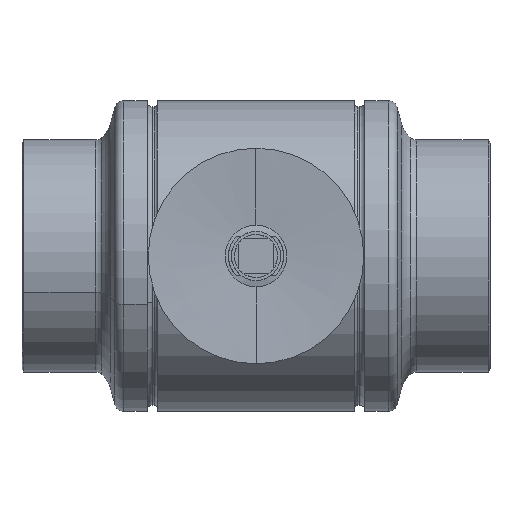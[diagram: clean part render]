
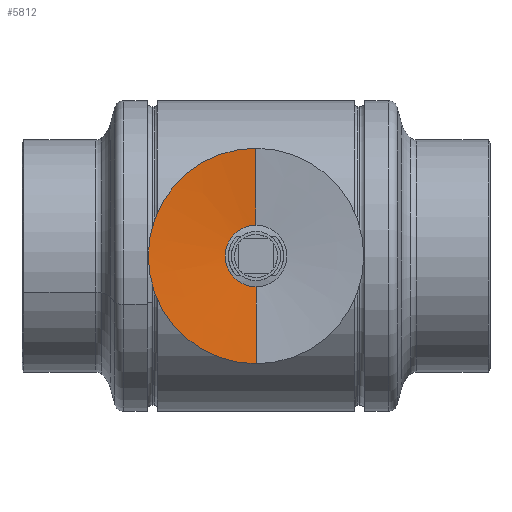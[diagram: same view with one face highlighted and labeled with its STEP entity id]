
A CAD part, front view. The second image highlights one B-rep face of the part: STEP entity #5812.
In plain terms, the highlighted conical face has half-angle 85.426 degrees and reference radius 50 mm.
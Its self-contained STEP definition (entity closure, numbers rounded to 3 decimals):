
#74 = AXIS2_PLACEMENT_3D ( 'NONE', #5645, #3374, #1568 ) ;
#196 = DIRECTION ( 'NONE',  ( 0., -0.08, 0.997 ) ) ;
#309 = CIRCLE ( 'NONE', #74, 50. ) ;
#414 = DIRECTION ( 'NONE',  ( 0., -1., 0. ) ) ;
#491 = CARTESIAN_POINT ( 'NONE',  ( 0., 0., 0. ) ) ;
#850 = CARTESIAN_POINT ( 'NONE',  ( 0., 10., 50. ) ) ;
#865 = AXIS2_PLACEMENT_3D ( 'NONE', #2826, #4530, #1079 ) ;
#1079 = DIRECTION ( 'NONE',  ( 0., 0., -1. ) ) ;
#1233 = VERTEX_POINT ( 'NONE', #3350 ) ;
#1396 = ORIENTED_EDGE ( 'NONE', *, *, #4446, .F. ) ;
#1568 = DIRECTION ( 'NONE',  ( 0., 0., -1. ) ) ;
#1605 = DIRECTION ( 'NONE',  ( 0., 0., -1. ) ) ;
#2090 = DIRECTION ( 'NONE',  ( 0., -0.08, -0.997 ) ) ;
#2286 = AXIS2_PLACEMENT_3D ( 'NONE', #491, #414, #1605 ) ;
#2344 = VERTEX_POINT ( 'NONE', #5715 ) ;
#2826 = CARTESIAN_POINT ( 'NONE',  ( 0., 10., 0. ) ) ;
#3190 = LINE ( 'NONE', #4902, #3619 ) ;
#3350 = CARTESIAN_POINT ( 'NONE',  ( 0., 0., -175. ) ) ;
#3374 = DIRECTION ( 'NONE',  ( 0., -1., 0. ) ) ;
#3619 = VECTOR ( 'NONE', #2090, 1000. ) ;
#4066 = VERTEX_POINT ( 'NONE', #5954 ) ;
#4137 = EDGE_CURVE ( 'NONE', #4066, #7327, #309, .T. ) ;
#4150 = CONICAL_SURFACE ( 'NONE', #865, 50., 1.491 ) ;
#4202 = EDGE_CURVE ( 'NONE', #2344, #1233, #5555, .T. ) ;
#4446 = EDGE_CURVE ( 'NONE', #7327, #1233, #3190, .T. ) ;
#4530 = DIRECTION ( 'NONE',  ( 0., -1., 0. ) ) ;
#4615 = FACE_OUTER_BOUND ( 'NONE', #5647, .T. ) ;
#4902 = CARTESIAN_POINT ( 'NONE',  ( 0., 10., -50. ) ) ;
#5226 = CARTESIAN_POINT ( 'NONE',  ( 0., 10., -50. ) ) ;
#5379 = VECTOR ( 'NONE', #196, 1000. ) ;
#5447 = ORIENTED_EDGE ( 'NONE', *, *, #4202, .T. ) ;
#5555 = CIRCLE ( 'NONE', #2286, 175. ) ;
#5645 = CARTESIAN_POINT ( 'NONE',  ( 0., 10., 0. ) ) ;
#5647 = EDGE_LOOP ( 'NONE', ( #7035, #7211, #5447, #1396 ) ) ;
#5713 = EDGE_CURVE ( 'NONE', #4066, #2344, #5993, .T. ) ;
#5715 = CARTESIAN_POINT ( 'NONE',  ( 0., 0., 175. ) ) ;
#5812 = ADVANCED_FACE ( 'NONE', ( #4615 ), #4150, .F. ) ;
#5954 = CARTESIAN_POINT ( 'NONE',  ( 0., 10., 50. ) ) ;
#5993 = LINE ( 'NONE', #850, #5379 ) ;
#7035 = ORIENTED_EDGE ( 'NONE', *, *, #4137, .F. ) ;
#7211 = ORIENTED_EDGE ( 'NONE', *, *, #5713, .T. ) ;
#7327 = VERTEX_POINT ( 'NONE', #5226 ) ;
